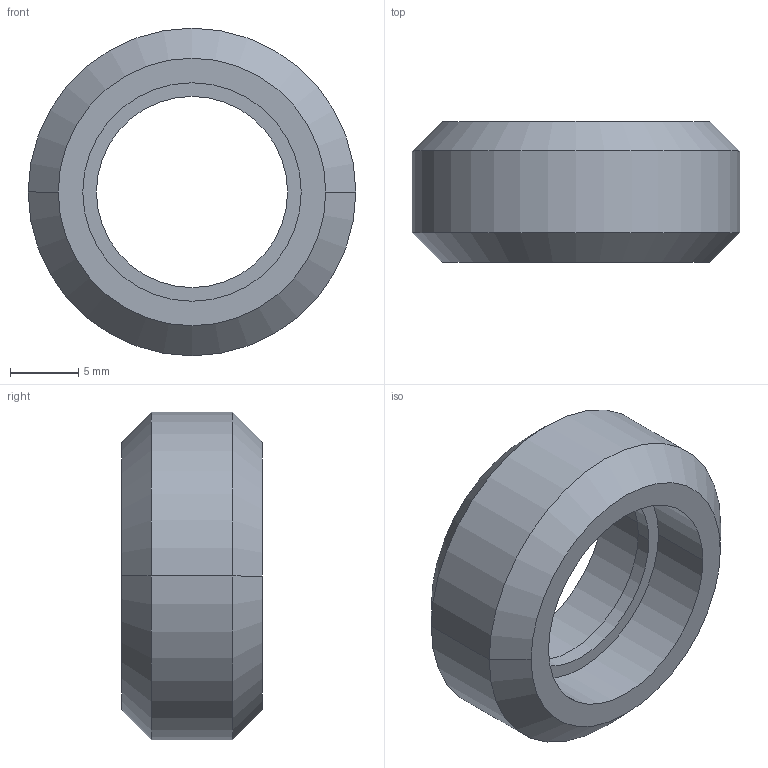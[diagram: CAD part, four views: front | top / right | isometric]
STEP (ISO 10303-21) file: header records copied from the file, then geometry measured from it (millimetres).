
FILE_DESCRIPTION (( 'STEP AP214' ), '1' );
FILE_NAME ('A101 Ñòàíäàðòíûé àëþìèíèåâûé ðîëèê äëÿ V-ïàçà, O 24 ìì.STEP', '2019-10-09T07:50:31', ( 'Windows User' ), ( '' ), 'SwSTEP 2.0', 'SolidWorks 2019', '' );
FILE_SCHEMA (( 'AUTOMOTIVE_DESIGN' ));
Length unit declared in the file: millimetre
Products named in the file (1): A101 Ñòàíäàðòíûé àëþìèíèåâûé ðîëèê äëÿ V-ïàçà, O 24 ìì
Bounding box: 24 x 10.3 x 24 mm (x, y, z)
Volume: 2305.7 mm3; surface area: 1680.1 mm2
Topology: 1 solids, 1 shells, 16 faces, 32 edges, 20 vertices
Faces by surface type: cylinder 8, cone 4, plane 4
Entity records: 462 total; most frequent: DIRECTION 86, CARTESIAN_POINT 69, ORIENTED_EDGE 64, AXIS2_PLACEMENT_3D 37, EDGE_CURVE 32, EDGE_LOOP 20, CIRCLE 20, VERTEX_POINT 20
